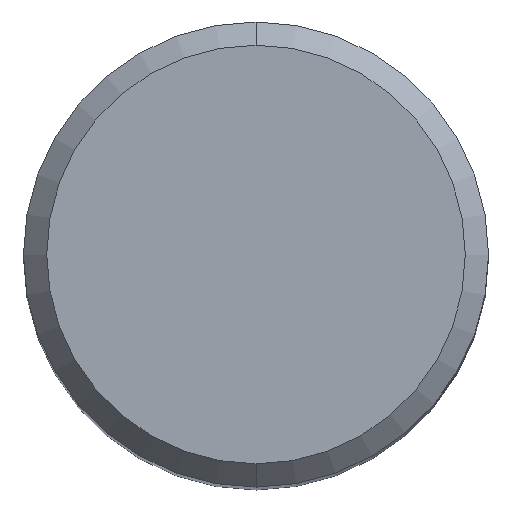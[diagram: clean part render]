
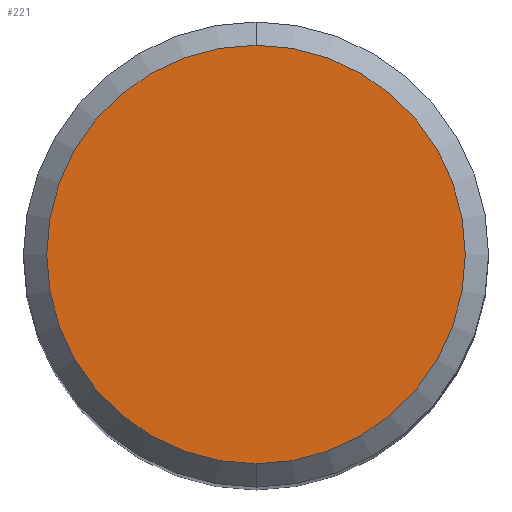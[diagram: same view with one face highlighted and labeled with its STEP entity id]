
A CAD part, top view. The second image highlights one B-rep face of the part: STEP entity #221.
In plain terms, the highlighted planar face has unit normal (0, 0, 1).
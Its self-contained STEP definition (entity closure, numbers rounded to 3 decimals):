
#221=ADVANCED_FACE('',(#515),#516,.T.);
#255=EDGE_CURVE('',#309,#291,#554,.T.);
#291=VERTEX_POINT('',#593);
#309=VERTEX_POINT('',#614);
#339=EDGE_CURVE('',#291,#309,#646,.T.);
#515=FACE_OUTER_BOUND('',#878,.T.);
#516=PLANE('',#879);
#554=CIRCLE('',#962,5.4);
#593=CARTESIAN_POINT('',(0.,-5.4,0.0));
#614=CARTESIAN_POINT('',(0.0,5.4,0.0));
#646=CIRCLE('',#1205,5.4);
#878=EDGE_LOOP('',(#1483,#1484));
#879=AXIS2_PLACEMENT_3D('',#1485,#1486,#1487);
#962=AXIS2_PLACEMENT_3D('',#1542,#1543,#1544);
#1205=AXIS2_PLACEMENT_3D('',#1628,#1629,#1630);
#1483=ORIENTED_EDGE('',*,*,#255,.F.);
#1484=ORIENTED_EDGE('',*,*,#339,.F.);
#1485=CARTESIAN_POINT('',(0.0,2.7,0.0));
#1486=DIRECTION('',(-0.0,0.0,1.0));
#1487=DIRECTION('',(0.0,-1.0,0.0));
#1542=CARTESIAN_POINT('',(0.0,0.0,0.0));
#1543=DIRECTION('',(0.0,0.0,-1.0));
#1544=DIRECTION('',(0.0,1.0,0.0));
#1628=CARTESIAN_POINT('',(0.0,0.0,0.0));
#1629=DIRECTION('',(0.0,0.0,-1.0));
#1630=DIRECTION('',(0.0,1.0,0.0));
